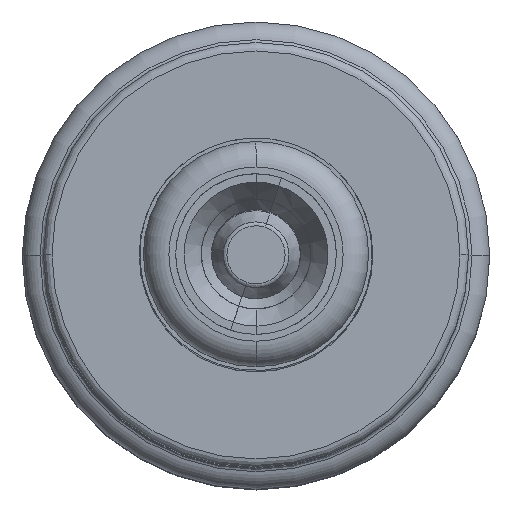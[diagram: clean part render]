
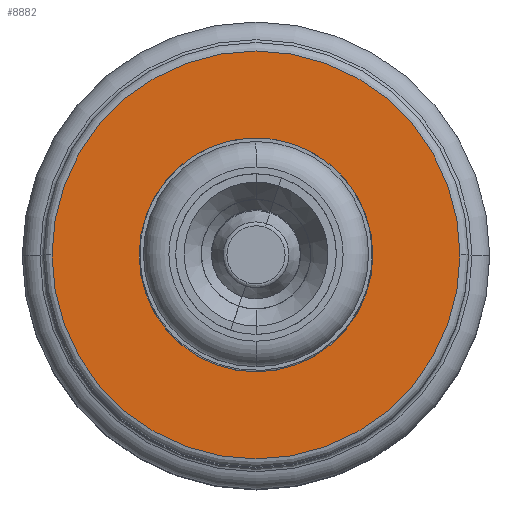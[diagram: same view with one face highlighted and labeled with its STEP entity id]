
A CAD part, top view. The second image highlights one B-rep face of the part: STEP entity #8882.
In plain terms, the highlighted face is planar.
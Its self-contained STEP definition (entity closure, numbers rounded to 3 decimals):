
#1196 = DIRECTION ( 'NONE',  ( -1., 0., 0. ) ) ;
#2421 = AXIS2_PLACEMENT_3D ( 'NONE', #8428, #3812, #26028 ) ;
#2585 = CARTESIAN_POINT ( 'NONE',  ( 0., 0., 0. ) ) ;
#3106 = EDGE_CURVE ( 'NONE', #32025, #7965, #8207, .T. ) ;
#3812 = DIRECTION ( 'NONE',  ( -1., 0., 0. ) ) ;
#3930 = PLANE ( 'NONE',  #2421 ) ;
#4603 = EDGE_LOOP ( 'NONE', ( #21432, #25102 ) ) ;
#5106 = CIRCLE ( 'NONE', #14235, 2.75 ) ;
#5210 = FACE_OUTER_BOUND ( 'NONE', #15581, .T. ) ;
#5310 = EDGE_CURVE ( 'NONE', #10974, #15052, #22253, .T. ) ;
#5676 = AXIS2_PLACEMENT_3D ( 'NONE', #14013, #1196, #31179 ) ;
#6690 = DIRECTION ( 'NONE',  ( 0., -1., 0. ) ) ;
#6883 = CARTESIAN_POINT ( 'NONE',  ( 0., 2.75, 0. ) ) ;
#7438 = DIRECTION ( 'NONE',  ( 0., -1., 0. ) ) ;
#7965 = VERTEX_POINT ( 'NONE', #29032 ) ;
#8207 = CIRCLE ( 'NONE', #16970, 2.75 ) ;
#8428 = CARTESIAN_POINT ( 'NONE',  ( 0., 0., 0. ) ) ;
#8882 = ADVANCED_FACE ( 'NONE', ( #25960, #5210 ), #3930, .T. ) ;
#9309 = DIRECTION ( 'NONE',  ( -1., 0., 0. ) ) ;
#9770 = AXIS2_PLACEMENT_3D ( 'NONE', #2585, #32261, #7438 ) ;
#10974 = VERTEX_POINT ( 'NONE', #25642 ) ;
#13983 = EDGE_CURVE ( 'NONE', #15052, #10974, #32176, .T. ) ;
#14013 = CARTESIAN_POINT ( 'NONE',  ( 0., 0., 0. ) ) ;
#14131 = CARTESIAN_POINT ( 'NONE',  ( 0., 0., 0. ) ) ;
#14235 = AXIS2_PLACEMENT_3D ( 'NONE', #24919, #27889, #25146 ) ;
#15016 = EDGE_CURVE ( 'NONE', #7965, #32025, #5106, .T. ) ;
#15052 = VERTEX_POINT ( 'NONE', #15408 ) ;
#15408 = CARTESIAN_POINT ( 'NONE',  ( 0., -4.8, 0. ) ) ;
#15581 = EDGE_LOOP ( 'NONE', ( #28513, #24472 ) ) ;
#16970 = AXIS2_PLACEMENT_3D ( 'NONE', #14131, #9309, #6690 ) ;
#21432 = ORIENTED_EDGE ( 'NONE', *, *, #15016, .F. ) ;
#22253 = CIRCLE ( 'NONE', #5676, 4.8 ) ;
#24472 = ORIENTED_EDGE ( 'NONE', *, *, #5310, .T. ) ;
#24919 = CARTESIAN_POINT ( 'NONE',  ( 0., 0., 0. ) ) ;
#25102 = ORIENTED_EDGE ( 'NONE', *, *, #3106, .F. ) ;
#25146 = DIRECTION ( 'NONE',  ( 0., -1., 0. ) ) ;
#25642 = CARTESIAN_POINT ( 'NONE',  ( 0., 4.8, 0. ) ) ;
#25960 = FACE_BOUND ( 'NONE', #4603, .T. ) ;
#26028 = DIRECTION ( 'NONE',  ( 0., -1., 0. ) ) ;
#27889 = DIRECTION ( 'NONE',  ( -1., 0., 0. ) ) ;
#28513 = ORIENTED_EDGE ( 'NONE', *, *, #13983, .T. ) ;
#29032 = CARTESIAN_POINT ( 'NONE',  ( 0., -2.75, 0. ) ) ;
#31179 = DIRECTION ( 'NONE',  ( 0., -1., 0. ) ) ;
#32025 = VERTEX_POINT ( 'NONE', #6883 ) ;
#32176 = CIRCLE ( 'NONE', #9770, 4.8 ) ;
#32261 = DIRECTION ( 'NONE',  ( -1., 0., 0. ) ) ;
